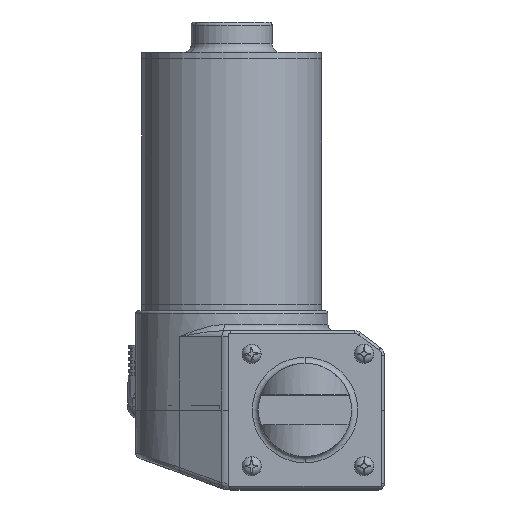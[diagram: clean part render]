
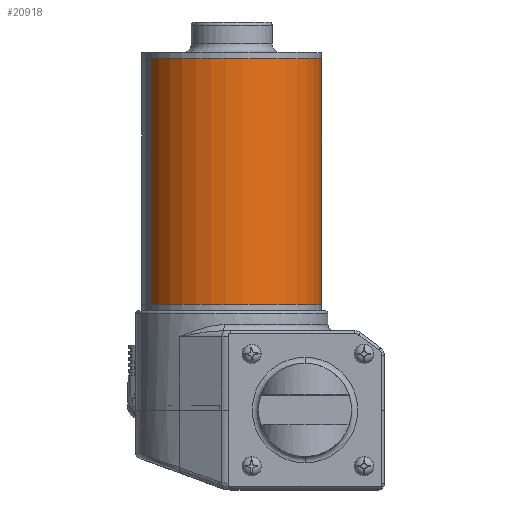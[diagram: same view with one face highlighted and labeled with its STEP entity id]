
A CAD part, top view. The second image highlights one B-rep face of the part: STEP entity #20918.
In plain terms, the highlighted cylindrical face has radius 29.5 mm (diameter 59 mm), a partial arc.
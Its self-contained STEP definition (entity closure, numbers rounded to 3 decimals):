
#1063 = ORIENTED_EDGE ( 'NONE', *, *, #1686, .T. ) ;
#1686 = EDGE_CURVE ( 'NONE', #25507, #19978, #23729, .T. ) ;
#2328 = EDGE_CURVE ( 'NONE', #13126, #19978, #29890, .T. ) ;
#3048 = EDGE_CURVE ( 'NONE', #25449, #13126, #22955, .T. ) ;
#3264 = CARTESIAN_POINT ( 'NONE',  ( 0., 0., 80.5 ) ) ;
#3821 = CARTESIAN_POINT ( 'NONE',  ( -29.5, 0., 80.5 ) ) ;
#4351 = VECTOR ( 'NONE', #8669, 1000. ) ;
#5808 = AXIS2_PLACEMENT_3D ( 'NONE', #18231, #18197, #18125 ) ;
#6018 = EDGE_CURVE ( 'NONE', #25449, #25507, #10882, .T. ) ;
#8669 = DIRECTION ( 'NONE',  ( 0., 0., -1. ) ) ;
#10604 = DIRECTION ( 'NONE',  ( 0., 0., -1. ) ) ;
#10610 = ORIENTED_EDGE ( 'NONE', *, *, #2328, .F. ) ;
#10882 = LINE ( 'NONE', #25569, #4351 ) ;
#10961 = CARTESIAN_POINT ( 'NONE',  ( -29.5, 0., 80.5 ) ) ;
#11513 = CYLINDRICAL_SURFACE ( 'NONE', #27457, 29.5 ) ;
#11952 = DIRECTION ( 'NONE',  ( 0., 0., -1. ) ) ;
#12318 = FACE_OUTER_BOUND ( 'NONE', #15307, .T. ) ;
#12609 = CARTESIAN_POINT ( 'NONE',  ( 29.5, 0., 0. ) ) ;
#13126 = VERTEX_POINT ( 'NONE', #3821 ) ;
#15307 = EDGE_LOOP ( 'NONE', ( #17933, #29726, #1063, #10610 ) ) ;
#15517 = DIRECTION ( 'NONE',  ( 1., 0., 0. ) ) ;
#15631 = DIRECTION ( 'NONE',  ( 0., 0., 1. ) ) ;
#15817 = CARTESIAN_POINT ( 'NONE',  ( 0., 0., 80.5 ) ) ;
#17933 = ORIENTED_EDGE ( 'NONE', *, *, #3048, .F. ) ;
#18125 = DIRECTION ( 'NONE',  ( 1., 0., 0. ) ) ;
#18197 = DIRECTION ( 'NONE',  ( 0., 0., 1. ) ) ;
#18231 = CARTESIAN_POINT ( 'NONE',  ( 0., 0., 0. ) ) ;
#19629 = CARTESIAN_POINT ( 'NONE',  ( 29.5, 0., 80.5 ) ) ;
#19978 = VERTEX_POINT ( 'NONE', #23366 ) ;
#20918 = ADVANCED_FACE ( 'NONE', ( #12318 ), #11513, .T. ) ;
#21392 = AXIS2_PLACEMENT_3D ( 'NONE', #15817, #15631, #15517 ) ;
#22955 = CIRCLE ( 'NONE', #21392, 29.5 ) ;
#23366 = CARTESIAN_POINT ( 'NONE',  ( -29.5, 0., 0. ) ) ;
#23698 = VECTOR ( 'NONE', #11952, 1000. ) ;
#23729 = CIRCLE ( 'NONE', #5808, 29.5 ) ;
#25449 = VERTEX_POINT ( 'NONE', #19629 ) ;
#25507 = VERTEX_POINT ( 'NONE', #12609 ) ;
#25569 = CARTESIAN_POINT ( 'NONE',  ( 29.5, 0., 80.5 ) ) ;
#27351 = DIRECTION ( 'NONE',  ( -1., 0., 0. ) ) ;
#27457 = AXIS2_PLACEMENT_3D ( 'NONE', #3264, #10604, #27351 ) ;
#29726 = ORIENTED_EDGE ( 'NONE', *, *, #6018, .T. ) ;
#29890 = LINE ( 'NONE', #10961, #23698 ) ;
